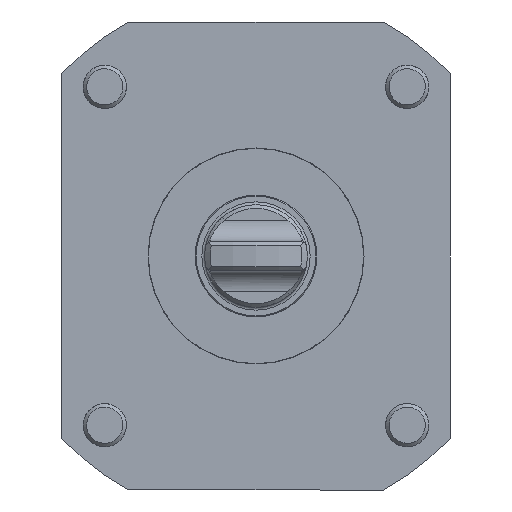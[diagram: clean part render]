
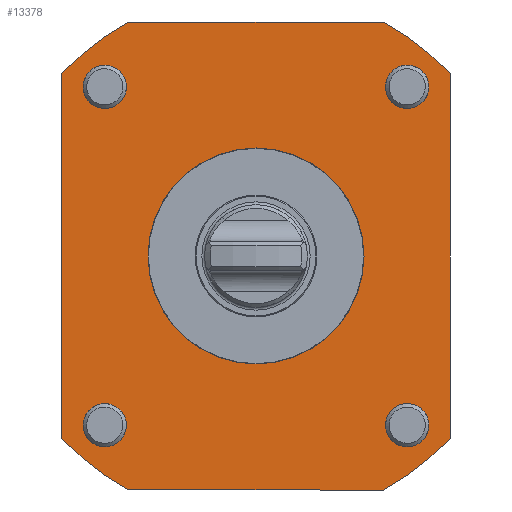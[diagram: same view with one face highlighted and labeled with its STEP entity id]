
A CAD part, front view. The second image highlights one B-rep face of the part: STEP entity #13378.
In plain terms, the highlighted planar face has unit normal (0, -1, 0).
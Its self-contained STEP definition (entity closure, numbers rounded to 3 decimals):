
#37 = PLANE ( 'NONE',  #17299 ) ;
#147 = CIRCLE ( 'NONE', #23528, 6. ) ;
#572 = EDGE_CURVE ( 'NONE', #13430, #21024, #10413, .T. ) ;
#683 = DIRECTION ( 'NONE',  ( 1., 0., 0. ) ) ;
#807 = VECTOR ( 'NONE', #3165, 1000. ) ;
#968 = ORIENTED_EDGE ( 'NONE', *, *, #7856, .F. ) ;
#1447 = ORIENTED_EDGE ( 'NONE', *, *, #4955, .F. ) ;
#1479 = DIRECTION ( 'NONE',  ( 0., -1., 0. ) ) ;
#1497 = EDGE_CURVE ( 'NONE', #14854, #12172, #3561, .T. ) ;
#1529 = CARTESIAN_POINT ( 'NONE',  ( 0., 0., 0. ) ) ;
#1688 = CARTESIAN_POINT ( 'NONE',  ( -54., 0., 50.596 ) ) ;
#1859 = CARTESIAN_POINT ( 'NONE',  ( 54., 0., -50.596 ) ) ;
#2734 = EDGE_LOOP ( 'NONE', ( #1447 ) ) ;
#2768 = CARTESIAN_POINT ( 'NONE',  ( 0., 0., -65. ) ) ;
#3032 = ORIENTED_EDGE ( 'NONE', *, *, #8741, .T. ) ;
#3103 = VECTOR ( 'NONE', #17800, 1000. ) ;
#3155 = DIRECTION ( 'NONE',  ( 0., 1., 0. ) ) ;
#3165 = DIRECTION ( 'NONE',  ( 0., 0., 1. ) ) ;
#3253 = AXIS2_PLACEMENT_3D ( 'NONE', #10219, #19745, #683 ) ;
#3265 = VERTEX_POINT ( 'NONE', #18194 ) ;
#3483 = CARTESIAN_POINT ( 'NONE',  ( -36., 0., 47. ) ) ;
#3561 = CIRCLE ( 'NONE', #4697, 74. ) ;
#4376 = DIRECTION ( 'NONE',  ( 0., -1., 0. ) ) ;
#4420 = EDGE_CURVE ( 'NONE', #21112, #11709, #14184, .T. ) ;
#4697 = AXIS2_PLACEMENT_3D ( 'NONE', #10984, #20269, #23782 ) ;
#4857 = CARTESIAN_POINT ( 'NONE',  ( 35.369, 0., -65. ) ) ;
#4955 = EDGE_CURVE ( 'NONE', #12915, #12915, #18752, .T. ) ;
#5184 = EDGE_CURVE ( 'NONE', #3265, #3265, #7425, .T. ) ;
#5343 = CARTESIAN_POINT ( 'NONE',  ( 0., 0., 0. ) ) ;
#5422 = EDGE_LOOP ( 'NONE', ( #13598 ) ) ;
#5611 = EDGE_LOOP ( 'NONE', ( #13280 ) ) ;
#6201 = DIRECTION ( 'NONE',  ( 1., 0., 0. ) ) ;
#6959 = VERTEX_POINT ( 'NONE', #19255 ) ;
#7153 = VERTEX_POINT ( 'NONE', #16442 ) ;
#7234 = LINE ( 'NONE', #7979, #18927 ) ;
#7267 = VERTEX_POINT ( 'NONE', #16320 ) ;
#7425 = CIRCLE ( 'NONE', #10588, 6. ) ;
#7451 = ORIENTED_EDGE ( 'NONE', *, *, #4420, .T. ) ;
#7711 = EDGE_CURVE ( 'NONE', #7267, #7267, #13803, .T. ) ;
#7856 = EDGE_CURVE ( 'NONE', #14854, #11709, #7234, .T. ) ;
#7979 = CARTESIAN_POINT ( 'NONE',  ( -54., 0., 0. ) ) ;
#8119 = DIRECTION ( 'NONE',  ( 0., -1., 0. ) ) ;
#8526 = CARTESIAN_POINT ( 'NONE',  ( 0., 0., 0. ) ) ;
#8741 = EDGE_CURVE ( 'NONE', #14460, #13430, #12151, .T. ) ;
#8919 = DIRECTION ( 'NONE',  ( 1., 0., 0. ) ) ;
#9061 = FACE_BOUND ( 'NONE', #2734, .T. ) ;
#9221 = DIRECTION ( 'NONE',  ( 0., -1., 0. ) ) ;
#9277 = ORIENTED_EDGE ( 'NONE', *, *, #16298, .T. ) ;
#9394 = AXIS2_PLACEMENT_3D ( 'NONE', #5343, #14763, #12824 ) ;
#10050 = DIRECTION ( 'NONE',  ( 1., 0., 0. ) ) ;
#10110 = CIRCLE ( 'NONE', #18724, 29.935 ) ;
#10215 = EDGE_CURVE ( 'NONE', #7153, #7153, #10110, .T. ) ;
#10219 = CARTESIAN_POINT ( 'NONE',  ( 42., 0., -47. ) ) ;
#10366 = LINE ( 'NONE', #2768, #20452 ) ;
#10413 = LINE ( 'NONE', #23455, #807 ) ;
#10450 = FACE_OUTER_BOUND ( 'NONE', #23011, .T. ) ;
#10588 = AXIS2_PLACEMENT_3D ( 'NONE', #18244, #1479, #8919 ) ;
#10598 = ORIENTED_EDGE ( 'NONE', *, *, #7711, .F. ) ;
#10633 = EDGE_CURVE ( 'NONE', #21112, #6959, #21351, .T. ) ;
#10984 = CARTESIAN_POINT ( 'NONE',  ( 0., 0., 0. ) ) ;
#11084 = DIRECTION ( 'NONE',  ( 0., 0., 1. ) ) ;
#11175 = FACE_BOUND ( 'NONE', #21712, .T. ) ;
#11709 = VERTEX_POINT ( 'NONE', #1688 ) ;
#11902 = CIRCLE ( 'NONE', #15011, 74. ) ;
#11929 = ORIENTED_EDGE ( 'NONE', *, *, #14051, .T. ) ;
#12151 = CIRCLE ( 'NONE', #9394, 74. ) ;
#12172 = VERTEX_POINT ( 'NONE', #22280 ) ;
#12356 = CARTESIAN_POINT ( 'NONE',  ( 42., 0., 47. ) ) ;
#12448 = DIRECTION ( 'NONE',  ( -1., 0., 0. ) ) ;
#12824 = DIRECTION ( 'NONE',  ( 0., 0., 1. ) ) ;
#12915 = VERTEX_POINT ( 'NONE', #22199 ) ;
#13180 = EDGE_CURVE ( 'NONE', #20263, #20263, #147, .T. ) ;
#13280 = ORIENTED_EDGE ( 'NONE', *, *, #10215, .T. ) ;
#13378 = ADVANCED_FACE ( 'Defeature completata1_4', ( #10450, #16032, #23494, #9061, #11175, #18743 ), #37, .T. ) ;
#13430 = VERTEX_POINT ( 'NONE', #1859 ) ;
#13531 = CARTESIAN_POINT ( 'NONE',  ( -54., 0., -50.596 ) ) ;
#13598 = ORIENTED_EDGE ( 'NONE', *, *, #5184, .F. ) ;
#13803 = CIRCLE ( 'NONE', #3253, 6. ) ;
#14051 = EDGE_CURVE ( 'NONE', #21024, #6959, #11902, .T. ) ;
#14184 = CIRCLE ( 'NONE', #17297, 74. ) ;
#14460 = VERTEX_POINT ( 'NONE', #4857 ) ;
#14763 = DIRECTION ( 'NONE',  ( 0., -1., 0. ) ) ;
#14854 = VERTEX_POINT ( 'NONE', #13531 ) ;
#15011 = AXIS2_PLACEMENT_3D ( 'NONE', #17151, #8119, #15569 ) ;
#15429 = DIRECTION ( 'NONE',  ( 0., 0., 1. ) ) ;
#15569 = DIRECTION ( 'NONE',  ( 0., 0., 1. ) ) ;
#16032 = FACE_BOUND ( 'NONE', #24026, .T. ) ;
#16239 = ORIENTED_EDGE ( 'NONE', *, *, #1497, .T. ) ;
#16298 = EDGE_CURVE ( 'NONE', #12172, #14460, #10366, .T. ) ;
#16320 = CARTESIAN_POINT ( 'NONE',  ( 48., 0., -47. ) ) ;
#16366 = AXIS2_PLACEMENT_3D ( 'NONE', #12356, #4376, #10050 ) ;
#16442 = CARTESIAN_POINT ( 'NONE',  ( -29.935, 0., 0. ) ) ;
#16754 = CARTESIAN_POINT ( 'NONE',  ( 0., 0., 0. ) ) ;
#17100 = CARTESIAN_POINT ( 'NONE',  ( -42., 0., 47. ) ) ;
#17151 = CARTESIAN_POINT ( 'NONE',  ( 0., 0., 0. ) ) ;
#17297 = AXIS2_PLACEMENT_3D ( 'NONE', #1529, #9221, #11084 ) ;
#17299 = AXIS2_PLACEMENT_3D ( 'NONE', #16754, #23845, #20338 ) ;
#17800 = DIRECTION ( 'NONE',  ( 1., 0., 0. ) ) ;
#18194 = CARTESIAN_POINT ( 'NONE',  ( -36., 0., -47. ) ) ;
#18244 = CARTESIAN_POINT ( 'NONE',  ( -42., 0., -47. ) ) ;
#18724 = AXIS2_PLACEMENT_3D ( 'NONE', #8526, #3155, #12448 ) ;
#18743 = FACE_BOUND ( 'NONE', #5611, .T. ) ;
#18752 = CIRCLE ( 'NONE', #16366, 6. ) ;
#18927 = VECTOR ( 'NONE', #15429, 1000. ) ;
#19229 = CARTESIAN_POINT ( 'NONE',  ( 54., 0., 50.596 ) ) ;
#19255 = CARTESIAN_POINT ( 'NONE',  ( 35.369, 0., 65. ) ) ;
#19745 = DIRECTION ( 'NONE',  ( 0., -1., 0. ) ) ;
#19877 = ORIENTED_EDGE ( 'NONE', *, *, #10633, .F. ) ;
#19878 = CARTESIAN_POINT ( 'NONE',  ( 0., 0., 65. ) ) ;
#20263 = VERTEX_POINT ( 'NONE', #3483 ) ;
#20269 = DIRECTION ( 'NONE',  ( 0., -1., 0. ) ) ;
#20338 = DIRECTION ( 'NONE',  ( 0., 0., 1. ) ) ;
#20452 = VECTOR ( 'NONE', #21239, 1000. ) ;
#21024 = VERTEX_POINT ( 'NONE', #19229 ) ;
#21112 = VERTEX_POINT ( 'NONE', #23688 ) ;
#21239 = DIRECTION ( 'NONE',  ( 1., 0., 0. ) ) ;
#21351 = LINE ( 'NONE', #19878, #3103 ) ;
#21506 = ORIENTED_EDGE ( 'NONE', *, *, #572, .T. ) ;
#21712 = EDGE_LOOP ( 'NONE', ( #23577 ) ) ;
#22199 = CARTESIAN_POINT ( 'NONE',  ( 48., 0., 47. ) ) ;
#22280 = CARTESIAN_POINT ( 'NONE',  ( -35.369, 0., -65. ) ) ;
#23011 = EDGE_LOOP ( 'NONE', ( #11929, #19877, #7451, #968, #16239, #9277, #3032, #21506 ) ) ;
#23102 = DIRECTION ( 'NONE',  ( 0., -1., 0. ) ) ;
#23455 = CARTESIAN_POINT ( 'NONE',  ( 54., 0., 0. ) ) ;
#23494 = FACE_BOUND ( 'NONE', #5422, .T. ) ;
#23528 = AXIS2_PLACEMENT_3D ( 'NONE', #17100, #23102, #6201 ) ;
#23577 = ORIENTED_EDGE ( 'NONE', *, *, #13180, .F. ) ;
#23688 = CARTESIAN_POINT ( 'NONE',  ( -35.369, 0., 65. ) ) ;
#23782 = DIRECTION ( 'NONE',  ( 0., 0., 1. ) ) ;
#23845 = DIRECTION ( 'NONE',  ( 0., -1., 0. ) ) ;
#24026 = EDGE_LOOP ( 'NONE', ( #10598 ) ) ;
